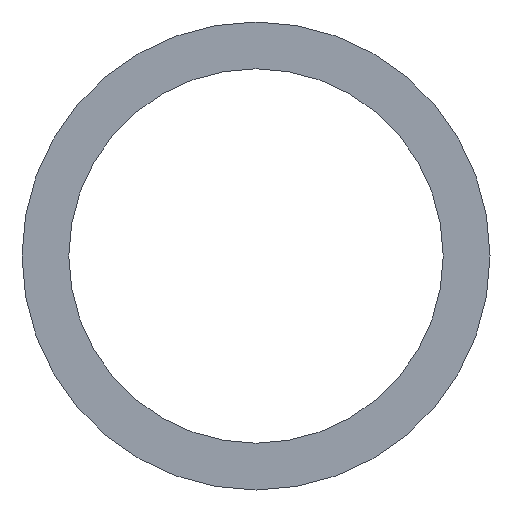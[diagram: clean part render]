
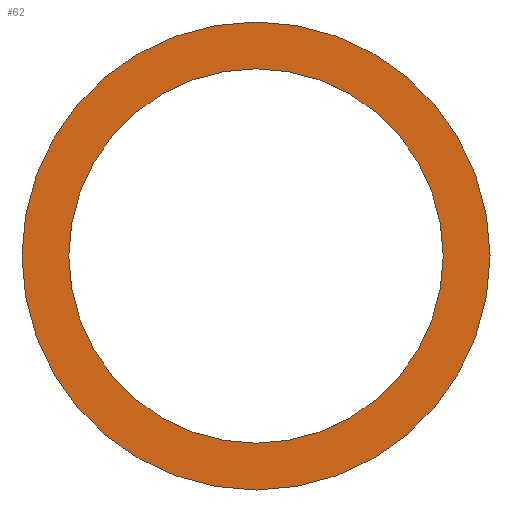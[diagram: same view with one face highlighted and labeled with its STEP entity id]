
A CAD part, front view. The second image highlights one B-rep face of the part: STEP entity #62.
In plain terms, the highlighted planar face has unit normal (0, -1, 0).
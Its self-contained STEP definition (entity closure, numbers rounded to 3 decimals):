
#6 = CARTESIAN_POINT ( 'NONE',  ( 0., 0., -4. ) ) ;
#14 = EDGE_CURVE ( 'NONE', #103, #30, #190, .T. ) ;
#18 = CARTESIAN_POINT ( 'NONE',  ( 0., 0., 0. ) ) ;
#24 = ORIENTED_EDGE ( 'NONE', *, *, #14, .T. ) ;
#29 = DIRECTION ( 'NONE',  ( 0., 1., 0. ) ) ;
#30 = VERTEX_POINT ( 'NONE', #6 ) ;
#35 = AXIS2_PLACEMENT_3D ( 'NONE', #18, #166, #195 ) ;
#39 = CIRCLE ( 'NONE', #137, 5. ) ;
#41 = ORIENTED_EDGE ( 'NONE', *, *, #98, .T. ) ;
#51 = CARTESIAN_POINT ( 'NONE',  ( 0., 0., 0. ) ) ;
#52 = FACE_OUTER_BOUND ( 'NONE', #139, .T. ) ;
#55 = DIRECTION ( 'NONE',  ( 0., 0., 1. ) ) ;
#62 = ADVANCED_FACE ( 'NONE', ( #52, #79 ), #178, .F. ) ;
#63 = DIRECTION ( 'NONE',  ( 0., 1., 0. ) ) ;
#64 = CIRCLE ( 'NONE', #131, 4. ) ;
#73 = DIRECTION ( 'NONE',  ( 0., 0., 1. ) ) ;
#79 = FACE_BOUND ( 'NONE', #150, .T. ) ;
#82 = VERTEX_POINT ( 'NONE', #180 ) ;
#86 = CARTESIAN_POINT ( 'NONE',  ( 0., 0., 0. ) ) ;
#88 = DIRECTION ( 'NONE',  ( 0., 1., 0. ) ) ;
#94 = DIRECTION ( 'NONE',  ( 0., 0., 1. ) ) ;
#98 = EDGE_CURVE ( 'NONE', #30, #103, #64, .T. ) ;
#101 = DIRECTION ( 'NONE',  ( 0., 1., 0. ) ) ;
#103 = VERTEX_POINT ( 'NONE', #170 ) ;
#106 = CIRCLE ( 'NONE', #141, 5. ) ;
#110 = EDGE_CURVE ( 'NONE', #153, #82, #106, .T. ) ;
#114 = AXIS2_PLACEMENT_3D ( 'NONE', #184, #88, #73 ) ;
#129 = ORIENTED_EDGE ( 'NONE', *, *, #167, .F. ) ;
#131 = AXIS2_PLACEMENT_3D ( 'NONE', #156, #101, #55 ) ;
#133 = ORIENTED_EDGE ( 'NONE', *, *, #110, .F. ) ;
#134 = CARTESIAN_POINT ( 'NONE',  ( 0., 0., -5. ) ) ;
#137 = AXIS2_PLACEMENT_3D ( 'NONE', #51, #29, #177 ) ;
#139 = EDGE_LOOP ( 'NONE', ( #133, #129 ) ) ;
#141 = AXIS2_PLACEMENT_3D ( 'NONE', #86, #63, #94 ) ;
#150 = EDGE_LOOP ( 'NONE', ( #41, #24 ) ) ;
#153 = VERTEX_POINT ( 'NONE', #134 ) ;
#156 = CARTESIAN_POINT ( 'NONE',  ( 0., 0., 0. ) ) ;
#166 = DIRECTION ( 'NONE',  ( 0., 1., 0. ) ) ;
#167 = EDGE_CURVE ( 'NONE', #82, #153, #39, .T. ) ;
#170 = CARTESIAN_POINT ( 'NONE',  ( 0., 0., 4. ) ) ;
#177 = DIRECTION ( 'NONE',  ( 0., 0., 1. ) ) ;
#178 = PLANE ( 'NONE',  #35 ) ;
#180 = CARTESIAN_POINT ( 'NONE',  ( 0., 0., 5. ) ) ;
#184 = CARTESIAN_POINT ( 'NONE',  ( 0., 0., 0. ) ) ;
#190 = CIRCLE ( 'NONE', #114, 4. ) ;
#195 = DIRECTION ( 'NONE',  ( 0., 0., 1. ) ) ;
